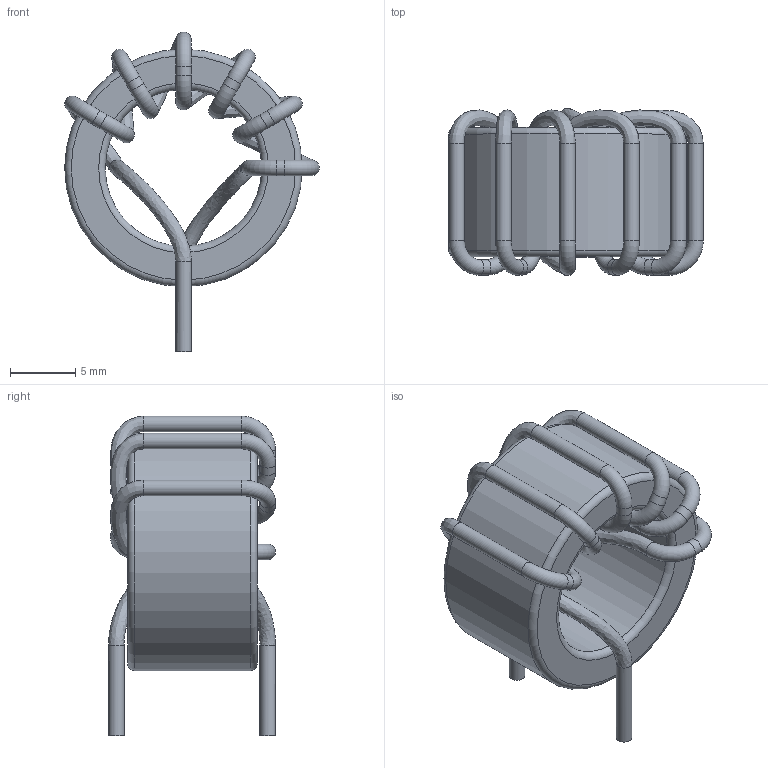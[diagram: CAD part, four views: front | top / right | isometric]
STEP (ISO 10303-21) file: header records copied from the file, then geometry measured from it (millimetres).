
FILE_DESCRIPTION(/* description */ ('Unknown'),/* implementation_level */ '2;1');
FILE_NAME(/* name */ 'HM53-306R8VLF',/* time_stamp */ '2021-12-21T11:02:56+08:00',/* author */ ('Unknown'),/* organization */ ('Unknown'),/* preprocessor_version */ 'ST-DEVELOPER v16.7',/* originating_system */ 'Solid Edge',/* authorisation */ 'Unknown');
FILE_SCHEMA (('AUTOMOTIVE_DESIGN {1 0 10303 214 3 1 1}'));
Length unit declared in the file: millimetre
Products named in the file (1): HM53-306R8VLF
Bounding box: 19.51 x 12.8 x 24.51 mm (x, y, z)
Volume: 1689.7 mm3; surface area: 2008.7 mm2
Topology: 2 solids, 2 shells, 49 faces, 101 edges, 56 vertices
Faces by surface type: cylinder 21, torus 16, bspline 8, plane 4
Full cylindrical faces by diameter (mm): 1.2 x19, 12 x1, 18.2 x1
Entity records: 2641 total; most frequent: CARTESIAN_POINT 1524, DIRECTION 180, ORIENTED_EDGE 96, EDGE_LOOP 96, FACE_BOUND 96, AXIS2_PLACEMENT_3D 90, ADVANCED_FACE 49, EDGE_CURVE 48
